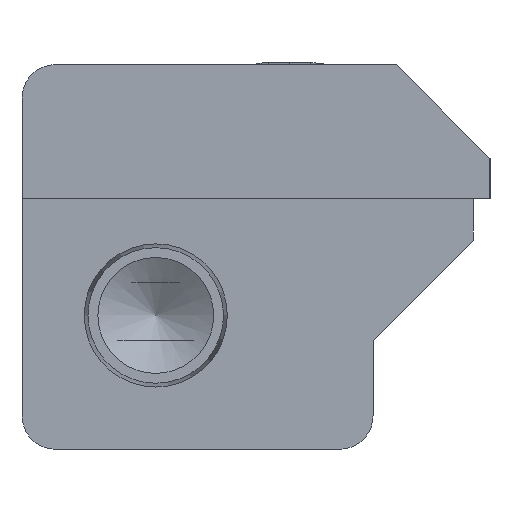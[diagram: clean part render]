
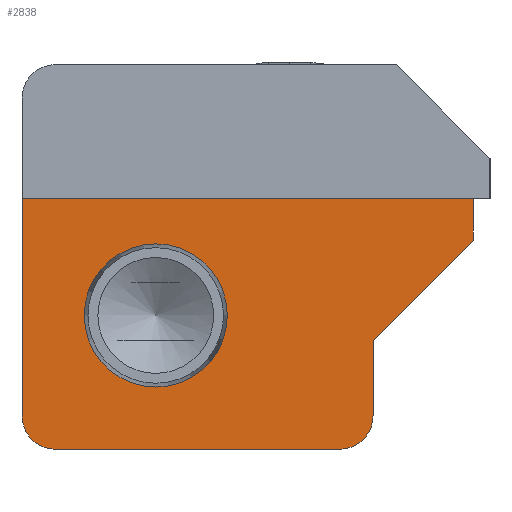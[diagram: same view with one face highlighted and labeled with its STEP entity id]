
A CAD part, left-side view. The second image highlights one B-rep face of the part: STEP entity #2838.
In plain terms, the highlighted planar face has unit normal (-1, 0, 0).
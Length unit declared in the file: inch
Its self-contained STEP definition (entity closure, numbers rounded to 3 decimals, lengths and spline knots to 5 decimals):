
#1826=CARTESIAN_POINT('',(-54.15499,18.68917,-1.0935));
#1827=VERTEX_POINT('',#1826);
#1828=CARTESIAN_POINT('',(-54.15499,18.42167,-1.0935));
#1829=DIRECTION('',(1.0,0.0,0.0));
#1830=DIRECTION('',(0.0,1.0,0.0));
#1831=AXIS2_PLACEMENT_3D('',#1828,#1829,#1830);
#1832=CIRCLE('',#1831,0.26751);
#1833=EDGE_CURVE('',#1827,#1827,#1832,.T.);
#2762=CARTESIAN_POINT('',(-54.15499,18.14836,-1.07429));
#2763=DIRECTION('',(1.0,0.0,0.0));
#2764=DIRECTION('',(0.0,0.0,-1.0));
#2765=AXIS2_PLACEMENT_3D('',#2762,#2763,#2764);
#2766=PLANE('',#2765);
#2767=CARTESIAN_POINT('',(-54.15499,18.92167,-0.656));
#2768=VERTEX_POINT('',#2767);
#2769=CARTESIAN_POINT('',(-54.15499,17.23417,-0.656));
#2770=VERTEX_POINT('',#2769);
#2771=CARTESIAN_POINT('',(-54.15499,18.92167,-0.656));
#2772=DIRECTION('',(0.0,-1.0,0.0));
#2773=VECTOR('',#2772,1.6875);
#2774=LINE('',#2771,#2773);
#2775=EDGE_CURVE('',#2768,#2770,#2774,.T.);
#2776=ORIENTED_EDGE('',*,*,#2775,.F.);
#2777=CARTESIAN_POINT('',(-54.15499,18.92167,-1.4685));
#2778=VERTEX_POINT('',#2777);
#2779=CARTESIAN_POINT('',(-54.15499,18.92167,-1.4685));
#2780=DIRECTION('',(0.0,0.0,1.0));
#2781=VECTOR('',#2780,0.8125);
#2782=LINE('',#2779,#2781);
#2783=EDGE_CURVE('',#2778,#2768,#2782,.T.);
#2784=ORIENTED_EDGE('',*,*,#2783,.F.);
#2785=CARTESIAN_POINT('',(-54.15499,18.79667,-1.5935));
#2786=VERTEX_POINT('',#2785);
#2787=CARTESIAN_POINT('',(-54.15499,18.79667,-1.4685));
#2788=DIRECTION('',(1.,0.,0.));
#2789=DIRECTION('',(0.,0.707,-0.707));
#2790=AXIS2_PLACEMENT_3D('',#2787,#2788,#2789);
#2791=CIRCLE('',#2790,0.125);
#2792=EDGE_CURVE('',#2786,#2778,#2791,.T.);
#2793=ORIENTED_EDGE('',*,*,#2792,.F.);
#2794=CARTESIAN_POINT('',(-54.15499,17.73417,-1.5935));
#2795=VERTEX_POINT('',#2794);
#2796=CARTESIAN_POINT('',(-54.15499,17.73417,-1.5935));
#2797=DIRECTION('',(0.0,1.0,0.0));
#2798=VECTOR('',#2797,1.0625);
#2799=LINE('',#2796,#2798);
#2800=EDGE_CURVE('',#2795,#2786,#2799,.T.);
#2801=ORIENTED_EDGE('',*,*,#2800,.F.);
#2802=CARTESIAN_POINT('',(-54.15499,17.60917,-1.4685));
#2803=VERTEX_POINT('',#2802);
#2804=CARTESIAN_POINT('',(-54.15499,17.73417,-1.4685));
#2805=DIRECTION('',(1.,0.,0.));
#2806=DIRECTION('',(0.,-0.707,-0.707));
#2807=AXIS2_PLACEMENT_3D('',#2804,#2805,#2806);
#2808=CIRCLE('',#2807,0.125);
#2809=EDGE_CURVE('',#2803,#2795,#2808,.T.);
#2810=ORIENTED_EDGE('',*,*,#2809,.F.);
#2811=CARTESIAN_POINT('',(-54.15499,17.60917,-1.187));
#2812=VERTEX_POINT('',#2811);
#2813=CARTESIAN_POINT('',(-54.15499,17.60917,-1.187));
#2814=DIRECTION('',(0.0,0.0,-1.0));
#2815=VECTOR('',#2814,0.2815);
#2816=LINE('',#2813,#2815);
#2817=EDGE_CURVE('',#2812,#2803,#2816,.T.);
#2818=ORIENTED_EDGE('',*,*,#2817,.F.);
#2819=CARTESIAN_POINT('',(-54.15499,17.23417,-0.812));
#2820=VERTEX_POINT('',#2819);
#2821=CARTESIAN_POINT('',(-54.15499,17.23417,-0.812));
#2822=DIRECTION('',(0.0,0.707,-0.707));
#2823=VECTOR('',#2822,0.53033);
#2824=LINE('',#2821,#2823);
#2825=EDGE_CURVE('',#2820,#2812,#2824,.T.);
#2826=ORIENTED_EDGE('',*,*,#2825,.F.);
#2827=CARTESIAN_POINT('',(-54.15499,17.23417,-0.656));
#2828=DIRECTION('',(0.0,0.0,-1.0));
#2829=VECTOR('',#2828,0.156);
#2830=LINE('',#2827,#2829);
#2831=EDGE_CURVE('',#2770,#2820,#2830,.T.);
#2832=ORIENTED_EDGE('',*,*,#2831,.F.);
#2833=EDGE_LOOP('',(#2776,#2784,#2793,#2801,#2810,#2818,#2826,#2832));
#2834=FACE_OUTER_BOUND('',#2833,.T.);
#2835=ORIENTED_EDGE('',*,*,#1833,.T.);
#2836=EDGE_LOOP('',(#2835));
#2837=FACE_BOUND('',#2836,.T.);
#2838=ADVANCED_FACE('',(#2834,#2837),#2766,.F.);
